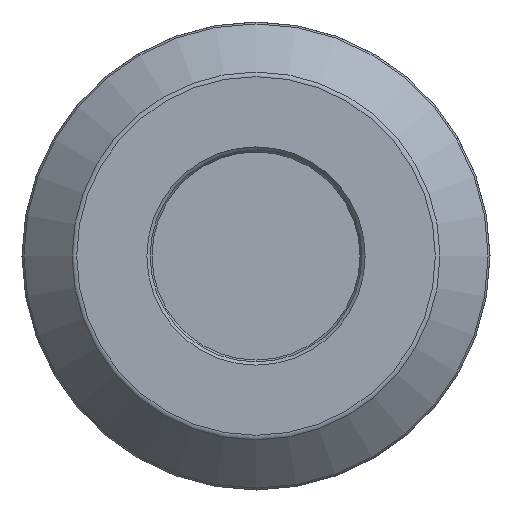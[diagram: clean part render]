
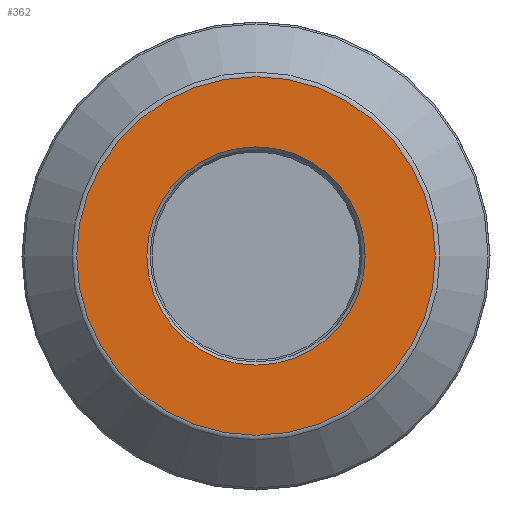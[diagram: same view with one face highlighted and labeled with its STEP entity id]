
A CAD part, left-side view. The second image highlights one B-rep face of the part: STEP entity #362.
In plain terms, the highlighted planar face has unit normal (-1, 0, 0).
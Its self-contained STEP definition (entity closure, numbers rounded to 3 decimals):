
#300=FACE_BOUND('',#540,.T.);
#301=FACE_BOUND('',#541,.T.);
#362=ADVANCED_FACE('',(#300,#301),#405,.F.);
#405=PLANE('',#1390);
#540=EDGE_LOOP('',(#750));
#541=EDGE_LOOP('',(#751));
#750=ORIENTED_EDGE('',*,*,#1166,.F.);
#751=ORIENTED_EDGE('',*,*,#1178,.T.);
#1016=VERTEX_POINT('',#2388);
#1028=VERTEX_POINT('',#2424);
#1166=EDGE_CURVE('',#1016,#1016,#1265,.T.);
#1178=EDGE_CURVE('',#1028,#1028,#1277,.T.);
#1265=CIRCLE('',#1364,16.789);
#1277=CIRCLE('',#1388,27.586);
#1364=AXIS2_PLACEMENT_3D('',#2387,#1607,#1608);
#1388=AXIS2_PLACEMENT_3D('',#2423,#1655,#1656);
#1390=AXIS2_PLACEMENT_3D('',#2426,#1659,#1660);
#1607=DIRECTION('',(-1.,0.,0.));
#1608=DIRECTION('',(0.,0.,1.));
#1655=DIRECTION('',(-1.,0.,0.));
#1656=DIRECTION('',(0.,0.,1.));
#1659=DIRECTION('',(1.,0.,0.));
#1660=DIRECTION('',(0.,0.,-1.));
#2387=CARTESIAN_POINT('',(0.,0.,0.));
#2388=CARTESIAN_POINT('',(0.,0.,16.789));
#2423=CARTESIAN_POINT('',(0.,0.,0.));
#2424=CARTESIAN_POINT('',(0.,0.,27.586));
#2426=CARTESIAN_POINT('',(0.,0.,0.));
